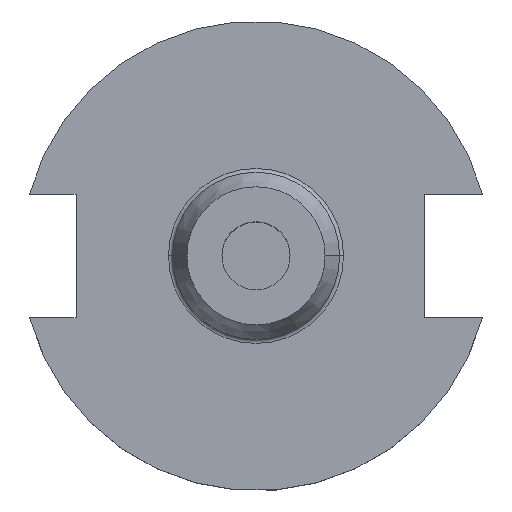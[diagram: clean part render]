
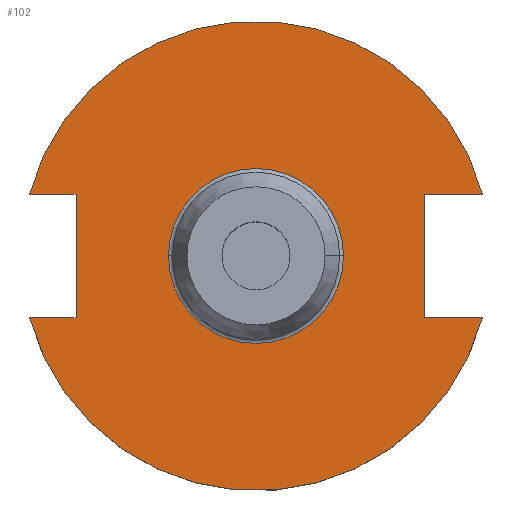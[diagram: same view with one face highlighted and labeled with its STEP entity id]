
A CAD part, top view. The second image highlights one B-rep face of the part: STEP entity #102.
In plain terms, the highlighted planar face has unit normal (0, 0, 1).
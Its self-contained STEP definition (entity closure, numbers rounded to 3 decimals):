
#28 = DIRECTION ( 'NONE',  ( 1., 0., 0. ) ) ;
#49 = CIRCLE ( 'NONE', #433, 18.326 ) ;
#58 = LINE ( 'NONE', #729, #1324 ) ;
#101 = ORIENTED_EDGE ( 'NONE', *, *, #749, .F. ) ;
#102 = ADVANCED_FACE ( 'NONE', ( #1527, #1148 ), #768, .T. ) ;
#122 = EDGE_CURVE ( 'NONE', #779, #299, #1094, .T. ) ;
#126 = LINE ( 'NONE', #393, #1279 ) ;
#188 = EDGE_CURVE ( 'NONE', #328, #779, #58, .T. ) ;
#189 = EDGE_CURVE ( 'NONE', #299, #921, #695, .T. ) ;
#236 = CARTESIAN_POINT ( 'NONE',  ( -37.719, -12.954, 19.05 ) ) ;
#244 = CARTESIAN_POINT ( 'NONE',  ( 35.306, 12.954, 19.05 ) ) ;
#265 = ORIENTED_EDGE ( 'NONE', *, *, #673, .T. ) ;
#266 = CARTESIAN_POINT ( 'NONE',  ( 47.477, -12.954, 19.05 ) ) ;
#273 = CARTESIAN_POINT ( 'NONE',  ( 35.306, -12.954, 19.05 ) ) ;
#299 = VERTEX_POINT ( 'NONE', #1086 ) ;
#328 = VERTEX_POINT ( 'NONE', #701 ) ;
#333 = VECTOR ( 'NONE', #1071, 1000. ) ;
#344 = ORIENTED_EDGE ( 'NONE', *, *, #189, .F. ) ;
#350 = VECTOR ( 'NONE', #1106, 1000. ) ;
#367 = ORIENTED_EDGE ( 'NONE', *, *, #122, .F. ) ;
#372 = CARTESIAN_POINT ( 'NONE',  ( 35.306, 12.954, 19.05 ) ) ;
#393 = CARTESIAN_POINT ( 'NONE',  ( 35.306, 12.954, 19.05 ) ) ;
#402 = DIRECTION ( 'NONE',  ( 1., 0., 0. ) ) ;
#433 = AXIS2_PLACEMENT_3D ( 'NONE', #592, #912, #784 ) ;
#443 = VECTOR ( 'NONE', #1234, 1000. ) ;
#447 = CIRCLE ( 'NONE', #1274, 49.212 ) ;
#450 = EDGE_CURVE ( 'NONE', #1158, #1397, #1007, .T. ) ;
#461 = VERTEX_POINT ( 'NONE', #685 ) ;
#462 = EDGE_CURVE ( 'NONE', #461, #1538, #49, .T. ) ;
#475 = DIRECTION ( 'NONE',  ( 0., 0., 1. ) ) ;
#492 = CARTESIAN_POINT ( 'NONE',  ( 0., 0., 19.05 ) ) ;
#495 = CARTESIAN_POINT ( 'NONE',  ( 0., 0., 19.05 ) ) ;
#513 = CARTESIAN_POINT ( 'NONE',  ( 0., 49.212, 19.05 ) ) ;
#538 = CIRCLE ( 'NONE', #1589, 49.212 ) ;
#583 = AXIS2_PLACEMENT_3D ( 'NONE', #513, #780, #28 ) ;
#592 = CARTESIAN_POINT ( 'NONE',  ( 0., 0., 19.05 ) ) ;
#634 = DIRECTION ( 'NONE',  ( 0., 0., 1. ) ) ;
#664 = ORIENTED_EDGE ( 'NONE', *, *, #188, .F. ) ;
#673 = EDGE_CURVE ( 'NONE', #328, #1397, #447, .T. ) ;
#685 = CARTESIAN_POINT ( 'NONE',  ( -18.326, 0., 19.05 ) ) ;
#695 = LINE ( 'NONE', #1210, #333 ) ;
#699 = ORIENTED_EDGE ( 'NONE', *, *, #866, .F. ) ;
#701 = CARTESIAN_POINT ( 'NONE',  ( -47.477, -12.954, 19.05 ) ) ;
#710 = DIRECTION ( 'NONE',  ( 1., 0., 0. ) ) ;
#728 = ORIENTED_EDGE ( 'NONE', *, *, #462, .T. ) ;
#729 = CARTESIAN_POINT ( 'NONE',  ( -63.719, -12.954, 19.05 ) ) ;
#749 = EDGE_CURVE ( 'NONE', #924, #1075, #774, .T. ) ;
#760 = EDGE_LOOP ( 'NONE', ( #265, #1049, #699, #101, #958, #344, #367, #664 ) ) ;
#762 = EDGE_CURVE ( 'NONE', #1538, #461, #819, .T. ) ;
#768 = PLANE ( 'NONE',  #583 ) ;
#774 = LINE ( 'NONE', #372, #1054 ) ;
#779 = VERTEX_POINT ( 'NONE', #236 ) ;
#780 = DIRECTION ( 'NONE',  ( 0., 0., 1. ) ) ;
#784 = DIRECTION ( 'NONE',  ( 1., 0., 0. ) ) ;
#791 = DIRECTION ( 'NONE',  ( 0., -1., 0. ) ) ;
#819 = CIRCLE ( 'NONE', #840, 18.326 ) ;
#840 = AXIS2_PLACEMENT_3D ( 'NONE', #918, #1090, #1019 ) ;
#866 = EDGE_CURVE ( 'NONE', #1075, #1158, #126, .T. ) ;
#912 = DIRECTION ( 'NONE',  ( 0., 0., -1. ) ) ;
#918 = CARTESIAN_POINT ( 'NONE',  ( 0., 0., 19.05 ) ) ;
#921 = VERTEX_POINT ( 'NONE', #1250 ) ;
#924 = VERTEX_POINT ( 'NONE', #1283 ) ;
#951 = CARTESIAN_POINT ( 'NONE',  ( -37.719, 12.954, 19.05 ) ) ;
#953 = EDGE_CURVE ( 'NONE', #924, #921, #538, .T. ) ;
#958 = ORIENTED_EDGE ( 'NONE', *, *, #953, .T. ) ;
#1007 = LINE ( 'NONE', #273, #350 ) ;
#1019 = DIRECTION ( 'NONE',  ( 1., 0., 0. ) ) ;
#1021 = EDGE_LOOP ( 'NONE', ( #1091, #728 ) ) ;
#1049 = ORIENTED_EDGE ( 'NONE', *, *, #450, .F. ) ;
#1054 = VECTOR ( 'NONE', #1267, 1000. ) ;
#1071 = DIRECTION ( 'NONE',  ( -1., 0., 0. ) ) ;
#1075 = VERTEX_POINT ( 'NONE', #244 ) ;
#1086 = CARTESIAN_POINT ( 'NONE',  ( -37.719, 12.954, 19.05 ) ) ;
#1090 = DIRECTION ( 'NONE',  ( 0., 0., -1. ) ) ;
#1091 = ORIENTED_EDGE ( 'NONE', *, *, #762, .T. ) ;
#1094 = LINE ( 'NONE', #951, #443 ) ;
#1106 = DIRECTION ( 'NONE',  ( 1., 0., 0. ) ) ;
#1136 = DIRECTION ( 'NONE',  ( 1., 0., 0. ) ) ;
#1148 = FACE_OUTER_BOUND ( 'NONE', #760, .T. ) ;
#1158 = VERTEX_POINT ( 'NONE', #1374 ) ;
#1210 = CARTESIAN_POINT ( 'NONE',  ( -63.719, 12.954, 19.05 ) ) ;
#1234 = DIRECTION ( 'NONE',  ( 0., 1., 0. ) ) ;
#1250 = CARTESIAN_POINT ( 'NONE',  ( -47.477, 12.954, 19.05 ) ) ;
#1267 = DIRECTION ( 'NONE',  ( -1., 0., 0. ) ) ;
#1274 = AXIS2_PLACEMENT_3D ( 'NONE', #495, #634, #1136 ) ;
#1279 = VECTOR ( 'NONE', #791, 1000. ) ;
#1283 = CARTESIAN_POINT ( 'NONE',  ( 47.477, 12.954, 19.05 ) ) ;
#1324 = VECTOR ( 'NONE', #710, 1000. ) ;
#1374 = CARTESIAN_POINT ( 'NONE',  ( 35.306, -12.954, 19.05 ) ) ;
#1397 = VERTEX_POINT ( 'NONE', #266 ) ;
#1527 = FACE_BOUND ( 'NONE', #1021, .T. ) ;
#1538 = VERTEX_POINT ( 'NONE', #1570 ) ;
#1570 = CARTESIAN_POINT ( 'NONE',  ( 18.326, 0., 19.05 ) ) ;
#1589 = AXIS2_PLACEMENT_3D ( 'NONE', #492, #475, #402 ) ;
